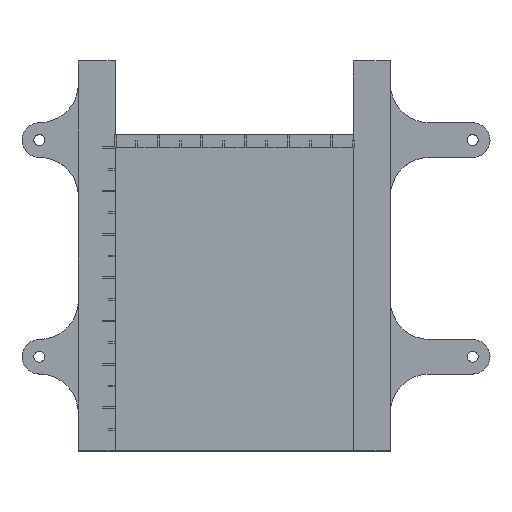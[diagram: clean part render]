
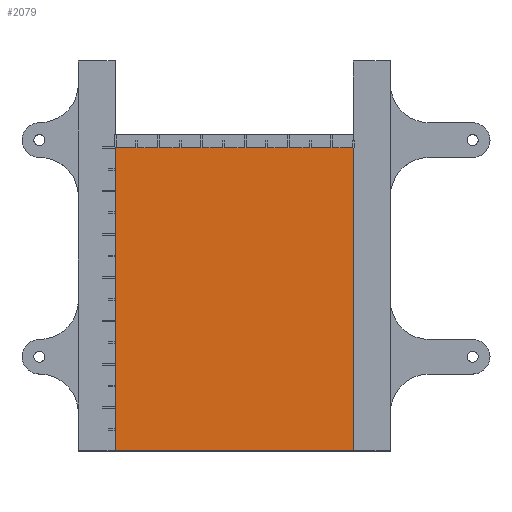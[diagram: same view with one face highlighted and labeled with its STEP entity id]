
A CAD part, top view. The second image highlights one B-rep face of the part: STEP entity #2079.
In plain terms, the highlighted planar face has unit normal (0, 0, 1).
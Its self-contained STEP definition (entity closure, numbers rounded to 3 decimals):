
#828 = VERTEX_POINT('',#829);
#829 = CARTESIAN_POINT('',(-27.5,-45.,3.5));
#835 = EDGE_CURVE('',#828,#836,#838,.T.);
#836 = VERTEX_POINT('',#837);
#837 = CARTESIAN_POINT('',(27.5,-45.,3.5));
#838 = LINE('',#839,#840);
#839 = CARTESIAN_POINT('',(-27.5,-45.,3.5));
#840 = VECTOR('',#841,1.);
#841 = DIRECTION('',(1.,0.,0.));
#2061 = EDGE_CURVE('',#836,#2062,#2064,.T.);
#2062 = VERTEX_POINT('',#2063);
#2063 = CARTESIAN_POINT('',(27.5,25.,3.5));
#2064 = LINE('',#2065,#2066);
#2065 = CARTESIAN_POINT('',(27.5,-45.,3.5));
#2066 = VECTOR('',#2067,1.);
#2067 = DIRECTION('',(0.,1.,0.));
#2079 = ADVANCED_FACE('',(#2080),#2098,.T.);
#2080 = FACE_BOUND('',#2081,.T.);
#2081 = EDGE_LOOP('',(#2082,#2090,#2096,#2097));
#2082 = ORIENTED_EDGE('',*,*,#2083,.F.);
#2083 = EDGE_CURVE('',#2084,#2062,#2086,.T.);
#2084 = VERTEX_POINT('',#2085);
#2085 = CARTESIAN_POINT('',(-27.5,25.,3.5));
#2086 = LINE('',#2087,#2088);
#2087 = CARTESIAN_POINT('',(-27.5,25.,3.5));
#2088 = VECTOR('',#2089,1.);
#2089 = DIRECTION('',(1.,0.,0.));
#2090 = ORIENTED_EDGE('',*,*,#2091,.T.);
#2091 = EDGE_CURVE('',#2084,#828,#2092,.T.);
#2092 = LINE('',#2093,#2094);
#2093 = CARTESIAN_POINT('',(-27.5,42.,3.5));
#2094 = VECTOR('',#2095,1.);
#2095 = DIRECTION('',(0.,-1.,0.));
#2096 = ORIENTED_EDGE('',*,*,#835,.T.);
#2097 = ORIENTED_EDGE('',*,*,#2061,.T.);
#2098 = PLANE('',#2099);
#2099 = AXIS2_PLACEMENT_3D('',#2100,#2101,#2102);
#2100 = CARTESIAN_POINT('',(0.,-0.576,3.5));
#2101 = DIRECTION('',(0.,0.,1.));
#2102 = DIRECTION('',(1.,0.,0.));
